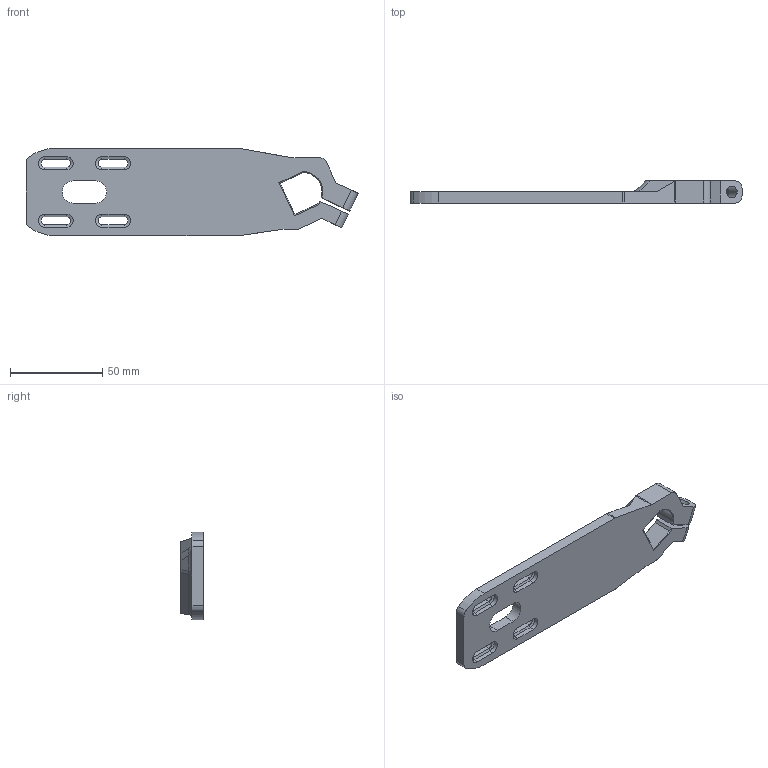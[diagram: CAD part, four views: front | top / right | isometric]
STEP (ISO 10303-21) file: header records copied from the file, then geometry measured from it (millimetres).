
FILE_DESCRIPTION(/* description */ (''),/* implementation_level */ '2;1');
FILE_NAME(/* name */ 'left mount.stp',/* time_stamp */ '2025-08-10T22:03:32-07:00',/* author */ ('devan'),/* organization */ (''),/* preprocessor_version */ 'ST-DEVELOPER v20',/* originating_system */ 'Autodesk Inventor 2025',/* authorisation */ '');
FILE_SCHEMA (('AUTOMOTIVE_DESIGN { 1 0 10303 214 3 1 1 }'));
Length unit declared in the file: millimetre
Products named in the file (1): new mount
Bounding box: 179.67 x 12 x 47.2 mm (x, y, z)
Volume: 46238.1 mm3; surface area: 19313.6 mm2
Topology: 1 solids, 1 shells, 110 faces, 294 edges, 201 vertices
Faces by surface type: plane 56, cylinder 40, cone 12, bspline 2
Full cylindrical faces by diameter (mm): 6.3 x2
Entity records: 3513 total; most frequent: CARTESIAN_POINT 667, DIRECTION 596, ORIENTED_EDGE 562, EDGE_CURVE 281, AXIS2_PLACEMENT_3D 206, LINE 184, VECTOR 184, VERTEX_POINT 173
